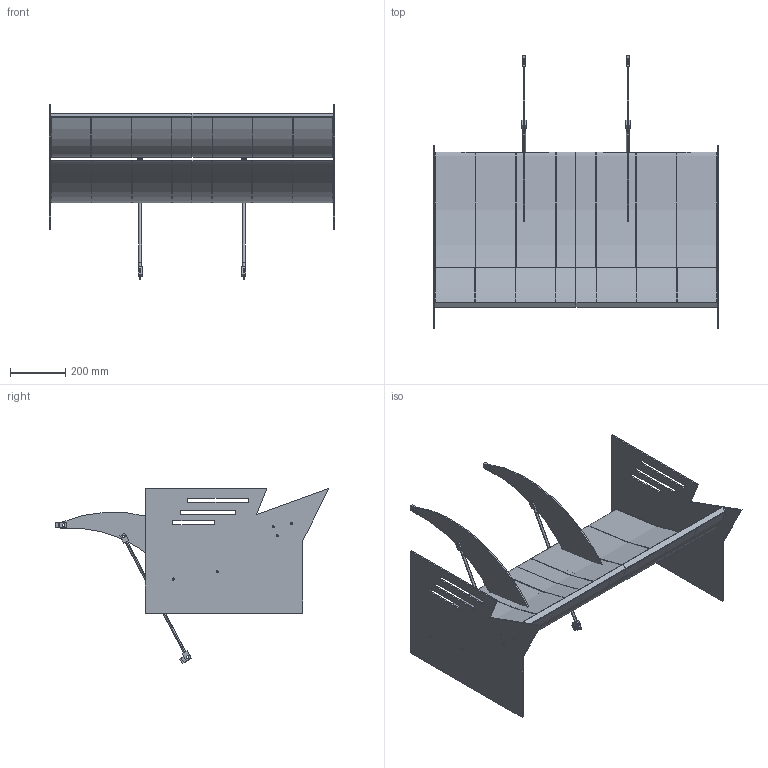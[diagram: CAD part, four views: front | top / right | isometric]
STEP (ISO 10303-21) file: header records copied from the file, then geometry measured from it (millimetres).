
FILE_DESCRIPTION(('CATIA V5 STEP Exchange'),'2;1');
FILE_NAME('rearwing.stp','2018-12-27T14:13:23+00:00',('none'),('none'),'CATIA Version 5 Release 17 (IN-10)','CATIA V5 STEP AP203','none');
FILE_SCHEMA(('CONFIG_CONTROL_DESIGN'));
Length unit declared in the file: millimetre
Products named in the file (11): rearwing; end; swanneck; rwingrod; rmain; Symmetry of end; Symmetry of rmain; rsub; Symmetry of rsub; Symmetry of swanneck; Symmetry of rwingrod
Assembly tree (58 placements, depth 4):
  rearwing
    end
      #62
    swanneck
      #1126
      #2271
      rwingrod
        #2704  x2
        #3215
        #3384
    rmain
      #3814
      #6761  x4
      #8963  x2
      #9145
    Symmetry of end
      #9646
    Symmetry of rmain
      #10674
      #13621  x4
      #15823  x2
      #16005
    rsub
      #16506
      #19319  x4
      #21521  x2
      #21703
      #21726
    Symmetry of rsub
      #21922
      #24735  x4
      #26937  x2
      #27119
      #27142
    Symmetry of swanneck
      #27338
      #28483
      Symmetry of rwingrod
        #28916  x2
        #29427
        #29596
Bounding box: 1030 x 986.95 x 631.8 mm (x, y, z)
Volume: 5164091.9 mm3; surface area: 4845849.1 mm2
Topology: 48 solids, 48 shells, 490 faces, 1130 edges, 741 vertices
Faces by surface type: plane 252, cylinder 188, bspline 50
Entity records: 29913 total; most frequent: CARTESIAN_POINT 21784, ORIENTED_EDGE 1532, DIRECTION 1358, EDGE_CURVE 766, AXIS2_PLACEMENT_3D 562, VERTEX_POINT 504, VECTOR 450, LINE 450
